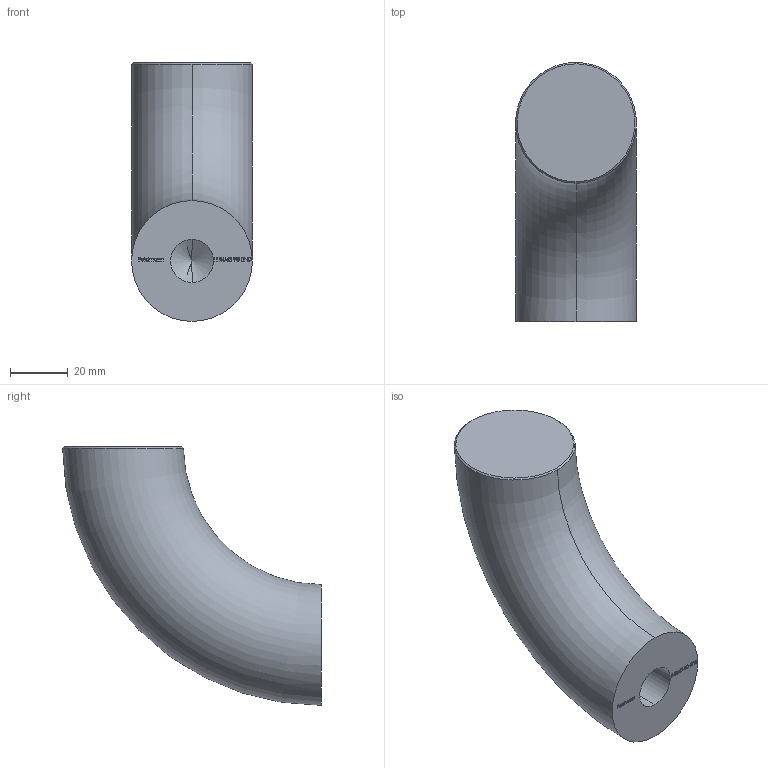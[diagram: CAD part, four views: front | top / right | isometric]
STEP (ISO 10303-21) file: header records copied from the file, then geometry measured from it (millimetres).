
FILE_DESCRIPTION (( 'STEP AP203' ), '1' );
FILE_NAME ('H-BU42-90-END.step', '2020-11-12T09:00:10', ( '' ), ( '' ), 'SwSTEP 2.0', 'SolidWorks 2018', '' );
FILE_SCHEMA (( 'CONFIG_CONTROL_DESIGN' ));
Length unit declared in the file: millimetre
Products named in the file (2): H-BU42-90-END
Bounding box: 42 x 90 x 90 mm (x, y, z)
Volume: 145559.8 mm3; surface area: 18165.3 mm2
Topology: 1 solids, 1 shells, 278 faces, 735 edges, 488 vertices
Faces by surface type: plane 175, bspline 97, torus 2, cylinder 2, cone 2
Entity records: 15544 total; most frequent: CARTESIAN_POINT 9166, ORIENTED_EDGE 1466, DIRECTION 910, EDGE_CURVE 733, LINE 528, VECTOR 528, VERTEX_POINT 488, EDGE_LOOP 309
